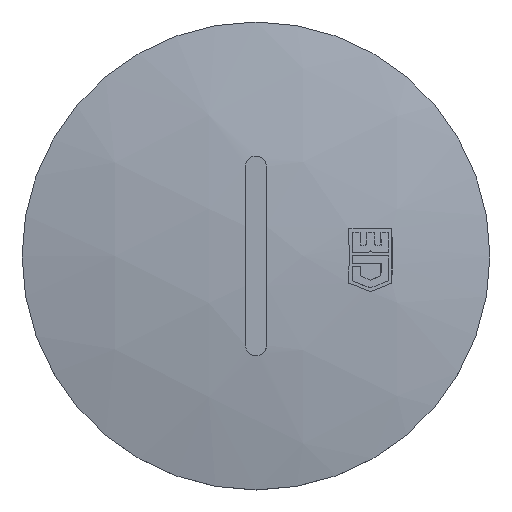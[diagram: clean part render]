
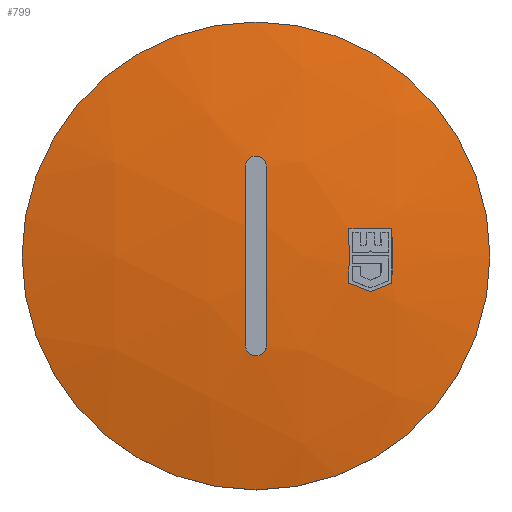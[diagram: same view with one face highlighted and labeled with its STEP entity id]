
A CAD part, top view. The second image highlights one B-rep face of the part: STEP entity #799.
In plain terms, the highlighted spherical face has radius 100.262 mm.
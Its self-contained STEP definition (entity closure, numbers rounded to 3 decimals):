
#19=FACE_BOUND('',#95,.T.);
#20=FACE_BOUND('',#96,.T.);
#29=SPHERICAL_SURFACE('',#854,100.262);
#33=B_SPLINE_CURVE_WITH_KNOTS('',3,(#1291,#1292,#1293,#1294,#1295,#1296,
#1297,#1298,#1299,#1300,#1301,#1302,#1303,#1304,#1305,#1306,#1307,#1308),
 .UNSPECIFIED.,.F.,.F.,(4,2,2,2,2,2,2,2,4),(-0.302,-0.264,
-0.226,-0.189,-0.151,-0.113,
-0.076,-0.038,0.),.UNSPECIFIED.);
#34=B_SPLINE_CURVE_WITH_KNOTS('',3,(#1314,#1315,#1316,#1317,#1318,#1319,
#1320,#1321,#1322,#1323,#1324,#1325,#1326,#1327,#1328,#1329,#1330,#1331),
 .UNSPECIFIED.,.F.,.F.,(4,2,2,2,2,2,2,2,4),(-0.604,-0.566,
-0.528,-0.491,-0.453,-0.415,
-0.378,-0.34,-0.302),.UNSPECIFIED.);
#44=FACE_OUTER_BOUND('',#94,.T.);
#94=EDGE_LOOP('',(#529));
#95=EDGE_LOOP('',(#530,#531,#532,#533,#534));
#96=EDGE_LOOP('',(#535,#536,#537,#538));
#150=CIRCLE('',#848,100.257);
#153=CIRCLE('',#855,22.25);
#154=CIRCLE('',#856,97.853);
#155=CIRCLE('',#857,100.084);
#156=CIRCLE('',#858,99.508);
#157=CIRCLE('',#859,96.874);
#158=CIRCLE('',#860,100.229);
#159=CIRCLE('',#861,100.257);
#309=VERTEX_POINT('',#1278);
#312=VERTEX_POINT('',#1283);
#314=VERTEX_POINT('',#1289);
#315=VERTEX_POINT('',#1310);
#317=VERTEX_POINT('',#1335);
#318=VERTEX_POINT('',#1337);
#319=VERTEX_POINT('',#1338);
#320=VERTEX_POINT('',#1340);
#321=VERTEX_POINT('',#1342);
#322=VERTEX_POINT('',#1344);
#395=EDGE_CURVE('',#309,#312,#150,.T.);
#398=EDGE_CURVE('',#312,#314,#33,.F.);
#401=EDGE_CURVE('',#315,#309,#34,.F.);
#403=EDGE_CURVE('',#317,#317,#153,.T.);
#404=EDGE_CURVE('',#318,#319,#154,.T.);
#405=EDGE_CURVE('',#320,#318,#155,.T.);
#406=EDGE_CURVE('',#321,#320,#156,.T.);
#407=EDGE_CURVE('',#322,#321,#157,.T.);
#408=EDGE_CURVE('',#319,#322,#158,.T.);
#409=EDGE_CURVE('',#314,#315,#159,.T.);
#529=ORIENTED_EDGE('',*,*,#403,.F.);
#530=ORIENTED_EDGE('',*,*,#404,.F.);
#531=ORIENTED_EDGE('',*,*,#405,.F.);
#532=ORIENTED_EDGE('',*,*,#406,.F.);
#533=ORIENTED_EDGE('',*,*,#407,.F.);
#534=ORIENTED_EDGE('',*,*,#408,.F.);
#535=ORIENTED_EDGE('',*,*,#398,.T.);
#536=ORIENTED_EDGE('',*,*,#409,.T.);
#537=ORIENTED_EDGE('',*,*,#401,.T.);
#538=ORIENTED_EDGE('',*,*,#395,.T.);
#799=ADVANCED_FACE('',(#44,#19,#20),#29,.T.);
#848=AXIS2_PLACEMENT_3D('',#1285,#983,#984);
#854=AXIS2_PLACEMENT_3D('',#1334,#998,#999);
#855=AXIS2_PLACEMENT_3D('',#1336,#1000,#1001);
#856=AXIS2_PLACEMENT_3D('',#1339,#1002,#1003);
#857=AXIS2_PLACEMENT_3D('',#1341,#1004,#1005);
#858=AXIS2_PLACEMENT_3D('',#1343,#1006,#1007);
#859=AXIS2_PLACEMENT_3D('',#1345,#1008,#1009);
#860=AXIS2_PLACEMENT_3D('',#1346,#1010,#1011);
#861=AXIS2_PLACEMENT_3D('',#1347,#1012,#1013);
#983=DIRECTION('center_axis',(-1.,0.,0.));
#984=DIRECTION('ref_axis',(0.,0.,-1.));
#998=DIRECTION('center_axis',(1.,0.,0.));
#999=DIRECTION('ref_axis',(0.,1.,0.));
#1000=DIRECTION('center_axis',(0.,0.,-1.));
#1001=DIRECTION('ref_axis',(0.,1.,0.));
#1002=DIRECTION('center_axis',(-0.94,0.,
0.342));
#1003=DIRECTION('ref_axis',(0.342,0.,0.94));
#1004=DIRECTION('center_axis',(-0.36,0.924,0.131));
#1005=DIRECTION('ref_axis',(0.151,-0.081,0.985));
#1006=DIRECTION('center_axis',(0.36,0.924,-0.131));
#1007=DIRECTION('ref_axis',(-0.932,0.363,0.));
#1008=DIRECTION('center_axis',(0.94,0.,-0.342));
#1009=DIRECTION('ref_axis',(-0.342,0.,-0.94));
#1010=DIRECTION('center_axis',(0.,-1.,0.));
#1011=DIRECTION('ref_axis',(1.,0.,0.));
#1012=DIRECTION('center_axis',(1.,0.,0.));
#1013=DIRECTION('ref_axis',(0.,0.,1.));
#1278=CARTESIAN_POINT('',(-1.,-8.5,12.634));
#1283=CARTESIAN_POINT('',(-1.,8.5,12.634));
#1285=CARTESIAN_POINT('Origin',(-1.,0.,-87.262));
#1289=CARTESIAN_POINT('',(1.,8.5,12.634));
#1291=CARTESIAN_POINT('Ctrl Pts',(1.,8.5,12.634));
#1292=CARTESIAN_POINT('Ctrl Pts',(1.,8.626,12.623));
#1293=CARTESIAN_POINT('Ctrl Pts',(0.975,8.76,12.612));
#1294=CARTESIAN_POINT('Ctrl Pts',(0.873,9.006,12.591));
#1295=CARTESIAN_POINT('Ctrl Pts',(0.796,9.119,12.581));
#1296=CARTESIAN_POINT('Ctrl Pts',(0.618,9.296,12.566));
#1297=CARTESIAN_POINT('Ctrl Pts',(0.506,9.373,12.56));
#1298=CARTESIAN_POINT('Ctrl Pts',(0.259,9.475,12.551));
#1299=CARTESIAN_POINT('Ctrl Pts',(0.126,9.5,12.549));
#1300=CARTESIAN_POINT('Ctrl Pts',(-0.126,9.5,12.549));
#1301=CARTESIAN_POINT('Ctrl Pts',(-0.259,9.475,12.551));
#1302=CARTESIAN_POINT('Ctrl Pts',(-0.506,9.373,12.56));
#1303=CARTESIAN_POINT('Ctrl Pts',(-0.618,9.296,12.566));
#1304=CARTESIAN_POINT('Ctrl Pts',(-0.796,9.119,12.581));
#1305=CARTESIAN_POINT('Ctrl Pts',(-0.873,9.006,12.591));
#1306=CARTESIAN_POINT('Ctrl Pts',(-0.975,8.76,12.612));
#1307=CARTESIAN_POINT('Ctrl Pts',(-1.,8.626,12.623));
#1308=CARTESIAN_POINT('Ctrl Pts',(-1.,8.5,12.634));
#1310=CARTESIAN_POINT('',(1.,-8.5,12.634));
#1314=CARTESIAN_POINT('Ctrl Pts',(-1.,-8.5,12.634));
#1315=CARTESIAN_POINT('Ctrl Pts',(-1.,-8.626,12.623));
#1316=CARTESIAN_POINT('Ctrl Pts',(-0.975,-8.76,
12.612));
#1317=CARTESIAN_POINT('Ctrl Pts',(-0.873,-9.006,
12.591));
#1318=CARTESIAN_POINT('Ctrl Pts',(-0.796,-9.119,
12.581));
#1319=CARTESIAN_POINT('Ctrl Pts',(-0.618,-9.296,
12.566));
#1320=CARTESIAN_POINT('Ctrl Pts',(-0.506,-9.373,
12.56));
#1321=CARTESIAN_POINT('Ctrl Pts',(-0.259,-9.475,
12.551));
#1322=CARTESIAN_POINT('Ctrl Pts',(-0.126,-9.5,12.549));
#1323=CARTESIAN_POINT('Ctrl Pts',(0.126,-9.5,12.549));
#1324=CARTESIAN_POINT('Ctrl Pts',(0.259,-9.475,12.551));
#1325=CARTESIAN_POINT('Ctrl Pts',(0.506,-9.373,12.56));
#1326=CARTESIAN_POINT('Ctrl Pts',(0.618,-9.296,12.566));
#1327=CARTESIAN_POINT('Ctrl Pts',(0.796,-9.119,12.581));
#1328=CARTESIAN_POINT('Ctrl Pts',(0.873,-9.006,12.591));
#1329=CARTESIAN_POINT('Ctrl Pts',(0.975,-8.76,12.612));
#1330=CARTESIAN_POINT('Ctrl Pts',(1.,-8.626,12.623));
#1331=CARTESIAN_POINT('Ctrl Pts',(1.,-8.5,12.634));
#1334=CARTESIAN_POINT('Origin',(0.,0.,-87.262));
#1335=CARTESIAN_POINT('',(0.,22.25,10.5));
#1336=CARTESIAN_POINT('Origin',(0.,0.,10.5));
#1337=CARTESIAN_POINT('',(12.928,-2.582,12.129));
#1338=CARTESIAN_POINT('',(12.928,2.59,12.129));
#1339=CARTESIAN_POINT('Origin',(-20.528,0.,
-79.79));
#1340=CARTESIAN_POINT('',(10.88,-3.41,12.35));
#1341=CARTESIAN_POINT('Origin',(-2.148,5.519,-86.48));
#1342=CARTESIAN_POINT('',(8.834,-2.582,12.577));
#1343=CARTESIAN_POINT('Origin',(-4.414,-11.341,-85.655));
#1344=CARTESIAN_POINT('',(8.834,2.59,12.576));
#1345=CARTESIAN_POINT('Origin',(-24.287,0.,-78.422));
#1346=CARTESIAN_POINT('Origin',(0.,2.59,-87.262));
#1347=CARTESIAN_POINT('Origin',(1.,0.,-87.262));
